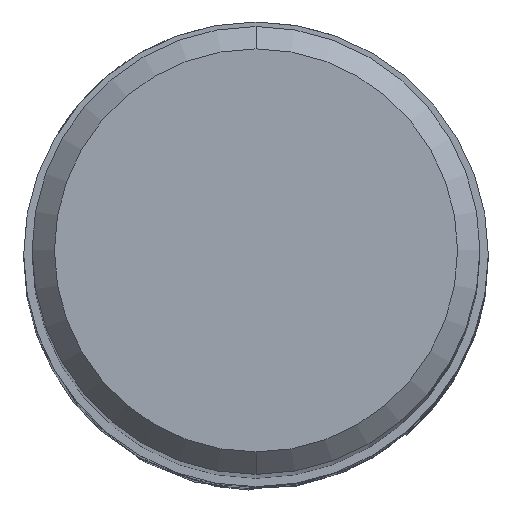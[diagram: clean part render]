
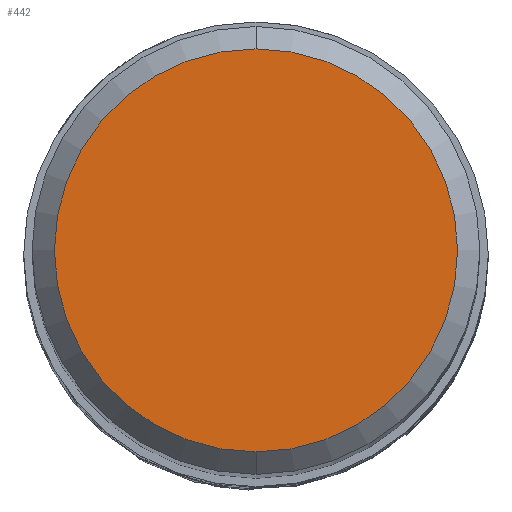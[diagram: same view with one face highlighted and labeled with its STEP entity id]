
A CAD part, top view. The second image highlights one B-rep face of the part: STEP entity #442.
In plain terms, the highlighted planar face has unit normal (0, 0, 1).
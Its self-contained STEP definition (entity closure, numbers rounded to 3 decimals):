
#368=EDGE_CURVE('',#390,#578,#931,.T.);
#390=VERTEX_POINT('',#953);
#442=ADVANCED_FACE('',(#1011),#1012,.T.);
#578=VERTEX_POINT('',#1159);
#760=EDGE_CURVE('',#578,#390,#1360,.T.);
#931=CIRCLE('',#2104,3.6);
#953=CARTESIAN_POINT('',(0.,-3.6,0.0));
#1011=FACE_OUTER_BOUND('',#2333,.T.);
#1012=PLANE('',#2334);
#1159=CARTESIAN_POINT('',(0.0,3.6,0.0));
#1360=CIRCLE('',#4267,3.6);
#2104=AXIS2_PLACEMENT_3D('',#5115,#5116,#5117);
#2333=EDGE_LOOP('',(#5194,#5195));
#2334=AXIS2_PLACEMENT_3D('',#5196,#5197,#5198);
#4267=AXIS2_PLACEMENT_3D('',#5583,#5584,#5585);
#5115=CARTESIAN_POINT('',(0.0,0.0,0.0));
#5116=DIRECTION('',(0.0,0.0,-1.0));
#5117=DIRECTION('',(0.0,1.0,0.0));
#5194=ORIENTED_EDGE('',*,*,#760,.F.);
#5195=ORIENTED_EDGE('',*,*,#368,.F.);
#5196=CARTESIAN_POINT('',(0.0,1.8,0.0));
#5197=DIRECTION('',(-0.0,0.0,1.0));
#5198=DIRECTION('',(0.0,-1.0,0.0));
#5583=CARTESIAN_POINT('',(0.0,0.0,0.0));
#5584=DIRECTION('',(0.0,0.0,-1.0));
#5585=DIRECTION('',(0.0,1.0,0.0));
